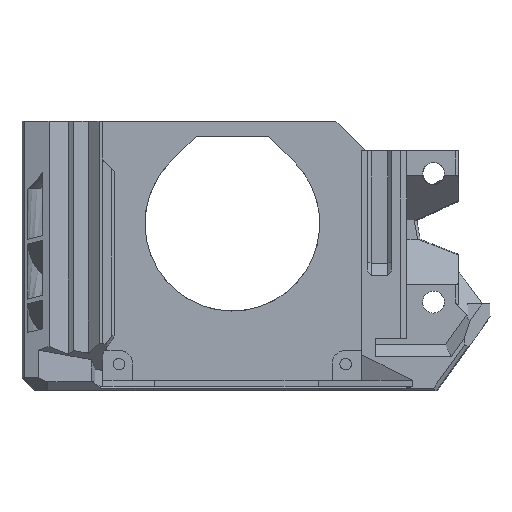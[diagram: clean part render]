
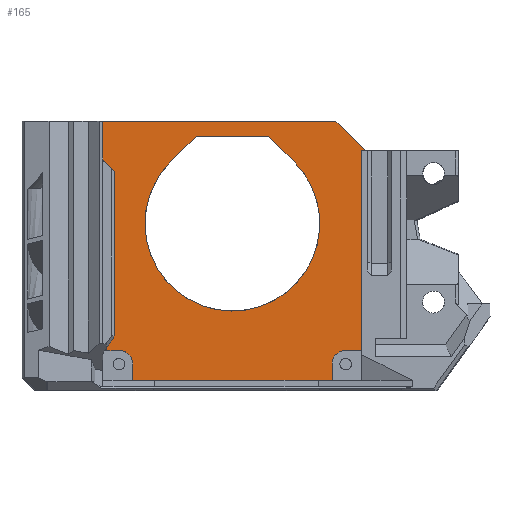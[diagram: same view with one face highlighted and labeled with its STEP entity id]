
A CAD part, left-side view. The second image highlights one B-rep face of the part: STEP entity #165.
In plain terms, the highlighted planar face has unit normal (-1, 0, 0).
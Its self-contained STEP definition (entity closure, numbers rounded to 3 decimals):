
#35=FACE_BOUND('',#473,.T.);
#165=ADVANCED_FACE('',(#313,#35),#2557,.T.);
#313=FACE_OUTER_BOUND('',#472,.T.);
#472=EDGE_LOOP('',(#1182,#1183,#1184,#1185,#1186,#1187,#1188,#1189,#1190,
#1191,#1192,#1193));
#473=EDGE_LOOP('',(#1194,#1195,#1196,#1197));
#1182=ORIENTED_EDGE('',*,*,#1743,.F.);
#1183=ORIENTED_EDGE('',*,*,#1723,.T.);
#1184=ORIENTED_EDGE('',*,*,#1714,.F.);
#1185=ORIENTED_EDGE('',*,*,#1462,.T.);
#1186=ORIENTED_EDGE('',*,*,#1468,.F.);
#1187=ORIENTED_EDGE('',*,*,#1469,.T.);
#1188=ORIENTED_EDGE('',*,*,#1472,.F.);
#1189=ORIENTED_EDGE('',*,*,#1480,.T.);
#1190=ORIENTED_EDGE('',*,*,#1487,.F.);
#1191=ORIENTED_EDGE('',*,*,#1490,.T.);
#1192=ORIENTED_EDGE('',*,*,#1494,.T.);
#1193=ORIENTED_EDGE('',*,*,#1504,.T.);
#1194=ORIENTED_EDGE('',*,*,#1364,.T.);
#1195=ORIENTED_EDGE('',*,*,#1372,.T.);
#1196=ORIENTED_EDGE('',*,*,#1357,.T.);
#1197=ORIENTED_EDGE('',*,*,#1368,.T.);
#1357=EDGE_CURVE('',#2203,#2202,#1775,.T.);
#1364=EDGE_CURVE('',#2209,#2208,#1782,.T.);
#1368=EDGE_CURVE('',#2202,#2209,#2116,.T.);
#1372=EDGE_CURVE('',#2208,#2203,#1787,.T.);
#1462=EDGE_CURVE('',#2288,#2287,#1857,.T.);
#1468=EDGE_CURVE('',#2291,#2287,#2140,.T.);
#1469=EDGE_CURVE('',#2291,#2293,#1862,.T.);
#1472=EDGE_CURVE('',#2295,#2293,#1865,.T.);
#1480=EDGE_CURVE('',#2295,#2303,#1873,.T.);
#1487=EDGE_CURVE('',#2308,#2303,#2141,.T.);
#1490=EDGE_CURVE('',#2308,#2310,#1881,.T.);
#1494=EDGE_CURVE('',#2310,#2314,#1885,.T.);
#1504=EDGE_CURVE('',#2314,#2321,#1895,.T.);
#1714=EDGE_CURVE('',#2288,#2445,#2067,.T.);
#1723=EDGE_CURVE('',#2449,#2445,#2076,.T.);
#1743=EDGE_CURVE('',#2449,#2321,#2093,.T.);
#1775=B_SPLINE_CURVE_WITH_KNOTS('',1,(#4184,#4185),.UNSPECIFIED.,.F.,.F.,
(2,2),(0.,5.592),.UNSPECIFIED.);
#1782=B_SPLINE_CURVE_WITH_KNOTS('',1,(#4198,#4199),.UNSPECIFIED.,.F.,.F.,
(2,2),(0.,5.592),.UNSPECIFIED.);
#1787=B_SPLINE_CURVE_WITH_KNOTS('',1,(#4235,#4236),.UNSPECIFIED.,.F.,.F.,
(2,2),(0.,11.184),.UNSPECIFIED.);
#1857=B_SPLINE_CURVE_WITH_KNOTS('',1,(#4607,#4608),.UNSPECIFIED.,.F.,.F.,
(2,2),(-2.5,0.),.UNSPECIFIED.);
#1862=B_SPLINE_CURVE_WITH_KNOTS('',1,(#4623,#4624),.UNSPECIFIED.,.F.,.F.,
(2,2),(-2.5,0.),.UNSPECIFIED.);
#1865=B_SPLINE_CURVE_WITH_KNOTS('',1,(#4629,#4630),.UNSPECIFIED.,.F.,.F.,
(2,2),(0.,30.8),.UNSPECIFIED.);
#1873=B_SPLINE_CURVE_WITH_KNOTS('',1,(#4645,#4646),.UNSPECIFIED.,.F.,.F.,
(2,2),(-2.5,0.),.UNSPECIFIED.);
#1881=B_SPLINE_CURVE_WITH_KNOTS('',1,(#4691,#4692),.UNSPECIFIED.,.F.,.F.,
(2,2),(-2.5,0.),.UNSPECIFIED.);
#1885=B_SPLINE_CURVE_WITH_KNOTS('',1,(#4699,#4700),.UNSPECIFIED.,.F.,.F.,
(2,2),(0.,30.83),.UNSPECIFIED.);
#1895=B_SPLINE_CURVE_WITH_KNOTS('',1,(#4719,#4720),.UNSPECIFIED.,.F.,.F.,
(2,2),(-0.57,0.),.UNSPECIFIED.);
#2067=B_SPLINE_CURVE_WITH_KNOTS('',1,(#5312,#5313),.UNSPECIFIED.,.F.,.F.,
(2,2),(-35.4,0.),.UNSPECIFIED.);
#2076=B_SPLINE_CURVE_WITH_KNOTS('',1,(#5330,#5331),.UNSPECIFIED.,.F.,.F.,
(2,2),(0.,36.),.UNSPECIFIED.);
#2093=B_SPLINE_CURVE_WITH_KNOTS('',1,(#5373,#5374),.UNSPECIFIED.,.F.,.F.,
(2,2),(-6.462,0.),.UNSPECIFIED.);
#2116=(
BOUNDED_CURVE()
B_SPLINE_CURVE(2,(#4206,#4207,#4208,#4209,#4210,#4211,#4212,#4213,#4214),
 .UNSPECIFIED.,.F.,.F.)
B_SPLINE_CURVE_WITH_KNOTS((3,2,2,2,3),(0.,15.904,31.809,
47.713,63.617),.UNSPECIFIED.)
CURVE()
GEOMETRIC_REPRESENTATION_ITEM()
RATIONAL_B_SPLINE_CURVE((1.,0.831,1.,0.831,1.,0.831,
1.,0.831,1.))
REPRESENTATION_ITEM('')
);
#2140=(
BOUNDED_CURVE()
B_SPLINE_CURVE(2,(#4620,#4621,#4622),.UNSPECIFIED.,.F.,.F.)
B_SPLINE_CURVE_WITH_KNOTS((3,3),(0.,3.299),.UNSPECIFIED.)
CURVE()
GEOMETRIC_REPRESENTATION_ITEM()
RATIONAL_B_SPLINE_CURVE((1.,0.707,1.))
REPRESENTATION_ITEM('')
);
#2141=(
BOUNDED_CURVE()
B_SPLINE_CURVE(2,(#4683,#4684,#4685),.UNSPECIFIED.,.F.,.F.)
B_SPLINE_CURVE_WITH_KNOTS((3,3),(0.,3.299),.UNSPECIFIED.)
CURVE()
GEOMETRIC_REPRESENTATION_ITEM()
RATIONAL_B_SPLINE_CURVE((1.,0.707,1.))
REPRESENTATION_ITEM('')
);
#2202=VERTEX_POINT('',#3857);
#2203=VERTEX_POINT('',#3858);
#2208=VERTEX_POINT('',#3863);
#2209=VERTEX_POINT('',#3864);
#2287=VERTEX_POINT('',#3942);
#2288=VERTEX_POINT('',#3943);
#2291=VERTEX_POINT('',#3946);
#2293=VERTEX_POINT('',#3948);
#2295=VERTEX_POINT('',#3950);
#2303=VERTEX_POINT('',#3958);
#2308=VERTEX_POINT('',#3963);
#2310=VERTEX_POINT('',#3965);
#2314=VERTEX_POINT('',#3969);
#2321=VERTEX_POINT('',#3976);
#2445=VERTEX_POINT('',#4100);
#2449=VERTEX_POINT('',#4104);
#2557=PLANE('',#2720);
#2720=AXIS2_PLACEMENT_3D('',#3716,#2826,$);
#2826=DIRECTION('',(-1.,0.,0.));
#3716=CARTESIAN_POINT('',(29.117,-24.976,22.67));
#3857=CARTESIAN_POINT('',(29.117,-9.776,12.296));
#3858=CARTESIAN_POINT('',(29.117,-5.822,16.25));
#3863=CARTESIAN_POINT('',(29.117,5.362,16.25));
#3864=CARTESIAN_POINT('',(29.117,9.316,12.296));
#3942=CARTESIAN_POINT('',(29.117,17.27,-16.85));
#3943=CARTESIAN_POINT('',(29.117,19.77,-16.85));
#3946=CARTESIAN_POINT('',(29.117,15.17,-18.95));
#3948=CARTESIAN_POINT('',(29.117,15.17,-21.45));
#3950=CARTESIAN_POINT('',(29.117,-15.63,-21.45));
#3958=CARTESIAN_POINT('',(29.117,-15.63,-18.95));
#3963=CARTESIAN_POINT('',(29.117,-17.73,-16.85));
#3965=CARTESIAN_POINT('',(29.117,-20.23,-16.85));
#3969=CARTESIAN_POINT('',(29.117,-20.23,13.98));
#3976=CARTESIAN_POINT('',(29.117,-20.799,13.98));
#4100=CARTESIAN_POINT('',(29.117,19.77,18.55));
#4104=CARTESIAN_POINT('',(29.117,-16.23,18.55));
#4184=CARTESIAN_POINT('',(29.117,-5.822,16.25));
#4185=CARTESIAN_POINT('',(29.117,-9.776,12.296));
#4198=CARTESIAN_POINT('',(29.117,9.316,12.296));
#4199=CARTESIAN_POINT('',(29.117,5.362,16.25));
#4206=CARTESIAN_POINT('',(29.117,-9.776,12.296));
#4207=CARTESIAN_POINT('',(29.117,-16.154,5.918));
#4208=CARTESIAN_POINT('',(29.117,-12.702,-2.416));
#4209=CARTESIAN_POINT('',(29.117,-9.25,-10.75));
#4210=CARTESIAN_POINT('',(29.117,-0.23,-10.75));
#4211=CARTESIAN_POINT('',(29.117,8.791,-10.75));
#4212=CARTESIAN_POINT('',(29.117,12.243,-2.416));
#4213=CARTESIAN_POINT('',(29.117,15.695,5.917));
#4214=CARTESIAN_POINT('',(29.117,9.316,12.296));
#4235=CARTESIAN_POINT('',(29.117,5.362,16.25));
#4236=CARTESIAN_POINT('',(29.117,-5.822,16.25));
#4607=CARTESIAN_POINT('',(29.117,19.77,-16.85));
#4608=CARTESIAN_POINT('',(29.117,17.27,-16.85));
#4620=CARTESIAN_POINT('',(29.117,15.17,-18.95));
#4621=CARTESIAN_POINT('',(29.117,15.17,-16.85));
#4622=CARTESIAN_POINT('',(29.117,17.27,-16.85));
#4623=CARTESIAN_POINT('',(29.117,15.17,-18.95));
#4624=CARTESIAN_POINT('',(29.117,15.17,-21.45));
#4629=CARTESIAN_POINT('',(29.117,-15.63,-21.45));
#4630=CARTESIAN_POINT('',(29.117,15.17,-21.45));
#4645=CARTESIAN_POINT('',(29.117,-15.63,-21.45));
#4646=CARTESIAN_POINT('',(29.117,-15.63,-18.95));
#4683=CARTESIAN_POINT('',(29.117,-17.73,-16.85));
#4684=CARTESIAN_POINT('',(29.117,-15.63,-16.85));
#4685=CARTESIAN_POINT('',(29.117,-15.63,-18.95));
#4691=CARTESIAN_POINT('',(29.117,-17.73,-16.85));
#4692=CARTESIAN_POINT('',(29.117,-20.23,-16.85));
#4699=CARTESIAN_POINT('',(29.117,-20.23,-16.85));
#4700=CARTESIAN_POINT('',(29.117,-20.23,13.98));
#4719=CARTESIAN_POINT('',(29.117,-20.23,13.98));
#4720=CARTESIAN_POINT('',(29.117,-20.799,13.98));
#5312=CARTESIAN_POINT('',(29.117,19.77,-16.85));
#5313=CARTESIAN_POINT('',(29.117,19.77,18.55));
#5330=CARTESIAN_POINT('',(29.117,-16.23,18.55));
#5331=CARTESIAN_POINT('',(29.117,19.77,18.55));
#5373=CARTESIAN_POINT('',(29.117,-16.23,18.55));
#5374=CARTESIAN_POINT('',(29.117,-20.799,13.98));
